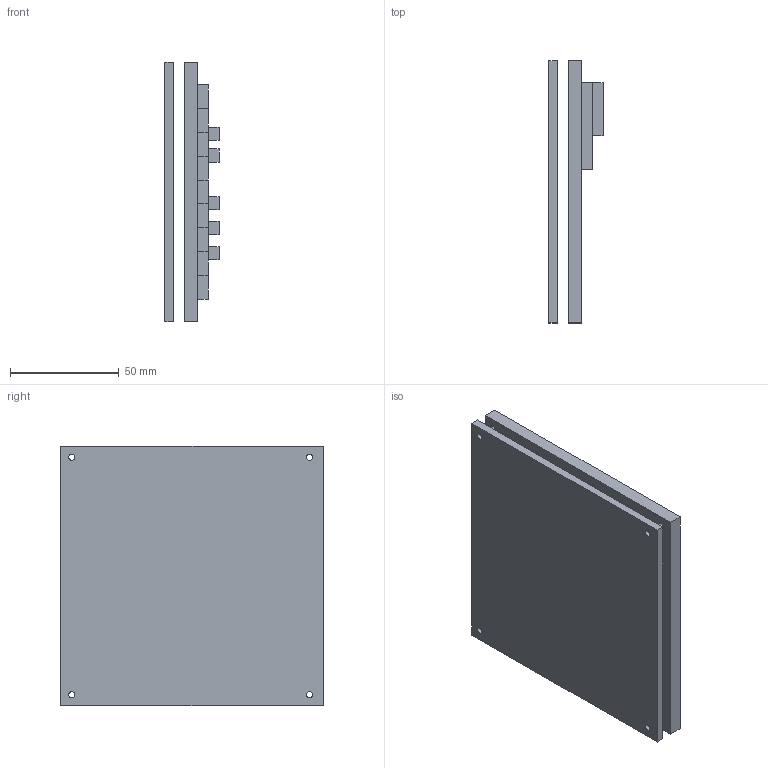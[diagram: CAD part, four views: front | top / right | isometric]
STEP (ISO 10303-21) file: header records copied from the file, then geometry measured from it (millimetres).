
FILE_DESCRIPTION(/* description */ (''),/* implementation_level */ '2;1');
FILE_NAME(/* name */ 'Fixed HackPad.step',/* time_stamp */ '2024-10-11T15:40:08-04:00',/* author */ (''),/* organization */ (''),/* preprocessor_version */ 'ST-DEVELOPER v20',/* originating_system */ 'Autodesk Translation Framework v13.20.0.188',/* authorisation */ '');
FILE_SCHEMA (('AUTOMOTIVE_DESIGN { 1 0 10303 214 3 1 1 }'));
Length unit declared in the file: millimetre
Products named in the file (16): Untitled; Component31; Component32; Component33; Component34; Component35; Component36; Component37; Component38; Component39; Component40; Component41; Component42; Component43; Component44; Component30
Assembly tree (15 placements, depth 2):
  Untitled
    Component31
    Component32
    Component33
    Component34
    Component35
    Component36
    Component37
    Component38
    Component39
    Component40
    Component41
    Component42
    Component43
    Component44
    Component30
Bounding box: 24.98 x 120.74 x 119.5 mm (x, y, z)
Volume: 118277.6 mm3; surface area: 76429.6 mm2
Topology: 15 solids, 15 shells, 239 faces, 628 edges, 418 vertices
Faces by surface type: plane 175, cylinder 64
Full cylindrical faces by diameter (mm): 2.9 x8
Entity records: 7941 total; most frequent: CARTESIAN_POINT 1316, DIRECTION 1296, ORIENTED_EDGE 1256, EDGE_CURVE 628, LINE 500, VECTOR 500, VERTEX_POINT 418, AXIS2_PLACEMENT_3D 398
